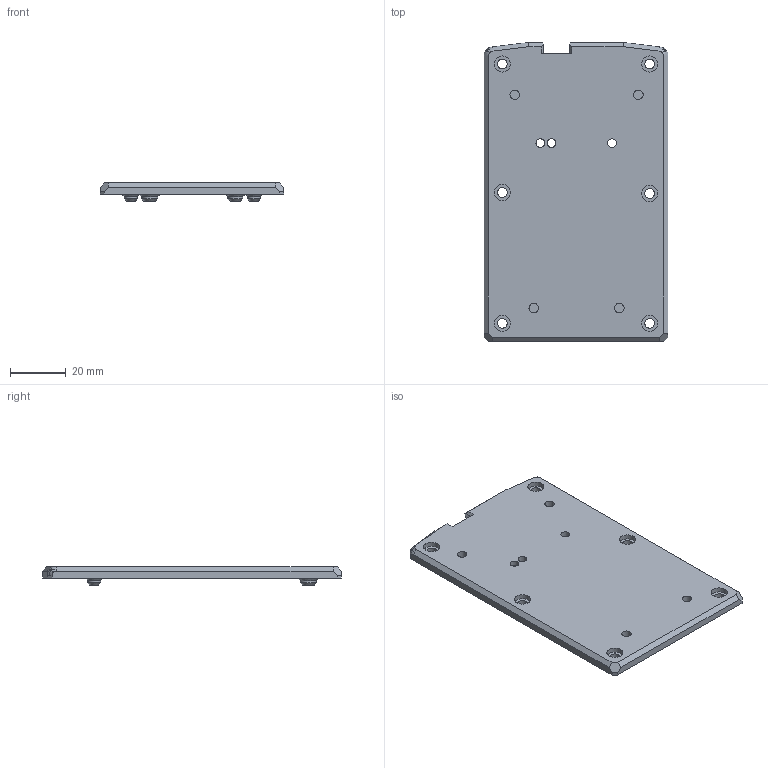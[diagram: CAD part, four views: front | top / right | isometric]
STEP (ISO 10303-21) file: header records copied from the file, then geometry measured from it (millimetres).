
FILE_DESCRIPTION(/* description */ (''),/* implementation_level */ '2;1');
FILE_NAME(/* name */ 'Top.step',/* time_stamp */ '2025-05-30T22:23:55-05:00',/* author */ (''),/* organization */ (''),/* preprocessor_version */ 'ST-DEVELOPER v20.1',/* originating_system */ 'Autodesk Translation Framework v14.10.0.0',/* authorisation */ '');
FILE_SCHEMA (('AUTOMOTIVE_DESIGN { 1 0 10303 214 3 1 1 }'));
Length unit declared in the file: millimetre
Products named in the file (1): 2025-05-30-22-23-55-415
Bounding box: 65.76 x 106.95 x 6.5 mm (x, y, z)
Volume: 17463.8 mm3; surface area: 18130.8 mm2
Topology: 1 solids, 1 shells, 164 faces, 403 edges, 262 vertices
Faces by surface type: plane 79, cylinder 61, bspline 16, cone 8
Full cylindrical faces by diameter (mm): 3.15 x3, 3.4 x4, 3.5 x6, 4.514 x1, 4.617 x1, 5.327 x1, 5.75 x6, 5.8 x1, 6.514 x1, 6.617 x1, 7.327 x1, 7.8 x1, 8 x1, 10 x1, 12 x1, 14 x1
Entity records: 5464 total; most frequent: CARTESIAN_POINT 1490, DIRECTION 811, ORIENTED_EDGE 806, EDGE_CURVE 403, AXIS2_PLACEMENT_3D 287, VERTEX_POINT 262, LINE 237, VECTOR 237
